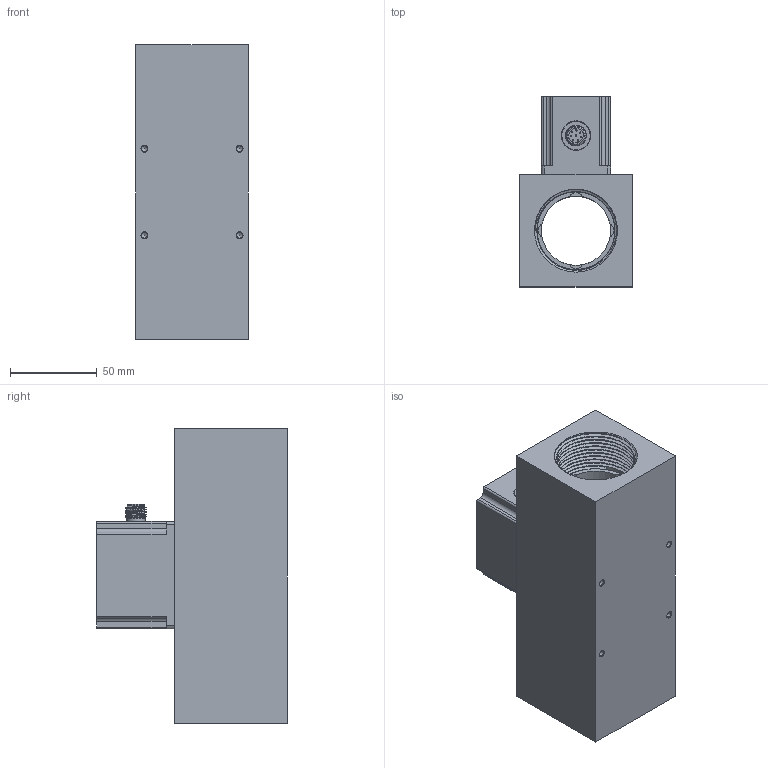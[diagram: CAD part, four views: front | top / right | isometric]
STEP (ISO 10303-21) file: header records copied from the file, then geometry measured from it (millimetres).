
FILE_DESCRIPTION(/* description */ (''),/* implementation_level */ '2;1');
FILE_NAME(/* name */ 'FM160-G1-12K-DN40 方形涡轮本体DN40口径G1-12内螺纹连接 2022.09.stp',/* time_stamp */ '2022-09-06T15:47:19+08:00',/* author */ (''),/* organization */ (''),/* preprocessor_version */ 'ST-DEVELOPER v16',/* originating_system */ 'SIEMENS PLM Software NX 10.0',/* authorisation */ '');
FILE_SCHEMA (('CONFIG_CONTROL_DESIGN'));
Length unit declared in the file: millimetre
Products named in the file (4): 53E35F84
\X0\G1-12内螺纹连接  2022.09_id14_x_t; 53E35F84
\X0\G1-12内螺纹连接  2022.09_id10_x_t; 53E35F84
\X0\G1-12内螺纹连接  2022.09_id6_x_t; 53E35F84
\X0\G1-12内螺纹连接  2022.09_x_t
Assembly tree (3 placements, depth 2):
  53E35F84
\X0\G1-12内螺纹连接  2022.09_x_t
  53E35F84
\X0\G1-12内螺纹连接  2022.09_id6_x_t
  53E35F84
\X0\G1-12内螺纹连接  2022.09_id10_x_t
  53E35F84
\X0\G1-12内螺纹连接  2022.09_id14_x_t
Bounding box: 65 x 110 x 170 mm (x, y, z)
Volume: 504813.4 mm3; surface area: 106077 mm2
Topology: 3 solids, 3 shells, 1192 faces, 3152 edges, 2080 vertices
Faces by surface type: plane 805, cylinder 271, bspline 70, cone 46
Full cylindrical faces by diameter (mm): 2.05 x5, 3.3 x4, 4 x1, 14 x1, 40 x1, 45 x4
Entity records: 48577 total; most frequent: CARTESIAN_POINT 18801, ORIENTED_EDGE 6168, DIRECTION 5806, EDGE_CURVE 3084, LINE 2308, VECTOR 2308, VERTEX_POINT 2060, AXIS2_PLACEMENT_3D 1749
